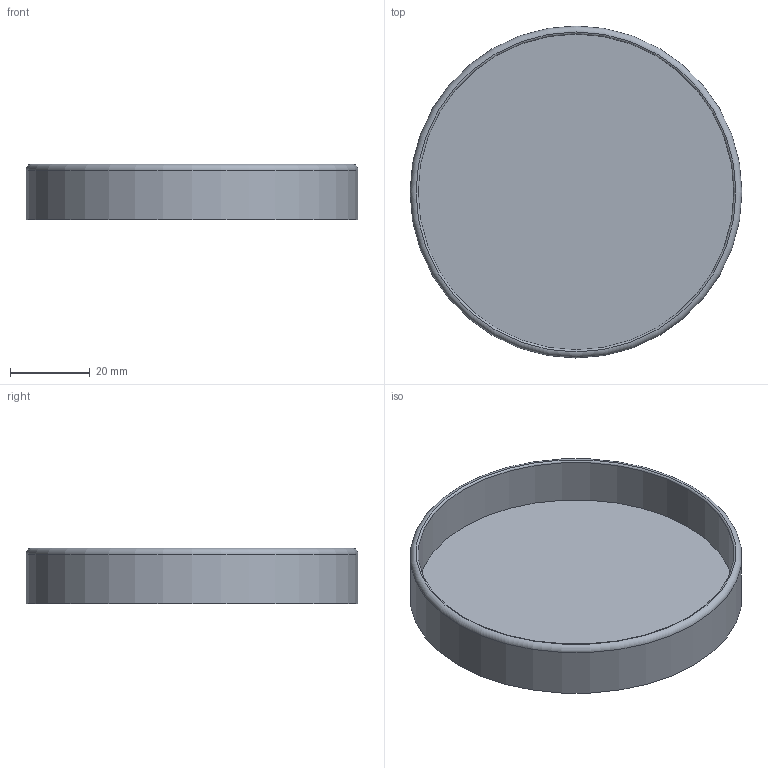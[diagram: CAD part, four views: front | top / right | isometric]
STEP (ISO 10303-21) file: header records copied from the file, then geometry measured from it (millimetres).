
FILE_DESCRIPTION((''),'2;1');
FILE_NAME('SZ1701S_A.stp','2013-08-29T11:51:14',('janine behrens'),(''),'Autodesk Inventor 2012','Autodesk Inventor 2012','');
FILE_SCHEMA(('AUTOMOTIVE_DESIGN { 1 0 10303 214 1 1 1 1 }'));
Length unit declared in the file: millimetre
Products named in the file (1): SZ1701S_A
Bounding box: 83 x 83 x 13.95 mm (x, y, z)
Volume: 14719.6 mm3; surface area: 18838.6 mm2
Topology: 1 solids, 1 shells, 34 faces, 51 edges, 33 vertices
Faces by surface type: cylinder 16, plane 16, torus 2
Full cylindrical faces by diameter (mm): 14 x1, 19 x1, 24 x1, 29 x1, 34 x1, 39 x1, 44 x1, 49 x1, 54 x1, 59 x1, 64 x1, 69 x1, 74 x1, 79 x2, 83 x1
Entity records: 700 total; most frequent: DIRECTION 136, CARTESIAN_POINT 101, AXIS2_PLACEMENT_3D 68, ORIENTED_EDGE 66, EDGE_LOOP 66, FACE_OUTER_BOUND 34, ADVANCED_FACE 34, VERTEX_POINT 33
